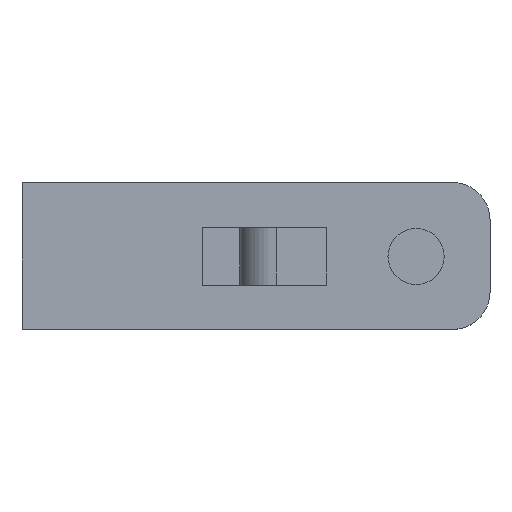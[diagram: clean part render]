
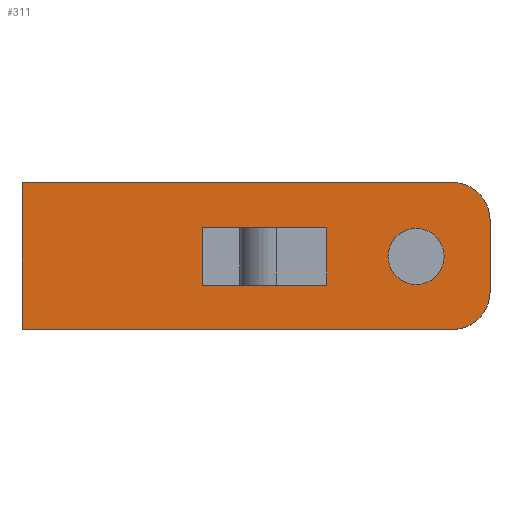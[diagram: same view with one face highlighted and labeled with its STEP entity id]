
A CAD part, top view. The second image highlights one B-rep face of the part: STEP entity #311.
In plain terms, the highlighted planar face has unit normal (0, 0, 1).
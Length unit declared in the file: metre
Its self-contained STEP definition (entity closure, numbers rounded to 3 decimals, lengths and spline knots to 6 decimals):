
#23=CIRCLE('',#339,0.00508);
#25=CIRCLE('',#343,0.00508);
#27=CIRCLE('',#347,0.00381);
#65=ORIENTED_EDGE('',*,*,#133,.T.);
#66=ORIENTED_EDGE('',*,*,#134,.T.);
#67=ORIENTED_EDGE('',*,*,#135,.F.);
#68=ORIENTED_EDGE('',*,*,#136,.F.);
#69=ORIENTED_EDGE('',*,*,#137,.F.);
#70=ORIENTED_EDGE('',*,*,#116,.F.);
#71=ORIENTED_EDGE('',*,*,#120,.F.);
#72=ORIENTED_EDGE('',*,*,#122,.T.);
#73=ORIENTED_EDGE('',*,*,#125,.T.);
#74=ORIENTED_EDGE('',*,*,#128,.T.);
#75=ORIENTED_EDGE('',*,*,#131,.T.);
#116=EDGE_CURVE('',#155,#157,#184,.T.);
#120=EDGE_CURVE('',#159,#155,#188,.T.);
#122=EDGE_CURVE('',#159,#161,#190,.T.);
#125=EDGE_CURVE('',#161,#163,#23,.T.);
#128=EDGE_CURVE('',#163,#165,#194,.T.);
#131=EDGE_CURVE('',#165,#157,#25,.T.);
#133=EDGE_CURVE('',#167,#168,#197,.T.);
#134=EDGE_CURVE('',#168,#169,#198,.T.);
#135=EDGE_CURVE('',#170,#169,#199,.T.);
#136=EDGE_CURVE('',#167,#170,#200,.T.);
#137=EDGE_CURVE('',#171,#171,#27,.T.);
#155=VERTEX_POINT('',#445);
#157=VERTEX_POINT('',#448);
#159=VERTEX_POINT('',#454);
#161=VERTEX_POINT('',#460);
#163=VERTEX_POINT('',#466);
#165=VERTEX_POINT('',#472);
#167=VERTEX_POINT('',#482);
#168=VERTEX_POINT('',#483);
#169=VERTEX_POINT('',#485);
#170=VERTEX_POINT('',#487);
#171=VERTEX_POINT('',#490);
#184=LINE('',#447,#214);
#188=LINE('',#456,#218);
#190=LINE('',#459,#220);
#194=LINE('',#471,#224);
#197=LINE('',#481,#227);
#198=LINE('',#484,#228);
#199=LINE('',#486,#229);
#200=LINE('',#488,#230);
#214=VECTOR('',#365,1.);
#218=VECTOR('',#371,1.);
#220=VECTOR('',#375,1.);
#224=VECTOR('',#387,1.);
#227=VECTOR('',#400,1.);
#228=VECTOR('',#401,1.);
#229=VECTOR('',#402,1.);
#230=VECTOR('',#403,1.);
#250=EDGE_LOOP('',(#65,#66,#67,#68));
#251=EDGE_LOOP('',(#69));
#252=EDGE_LOOP('',(#70,#71,#72,#73,#74,#75));
#274=FACE_BOUND('',#250,.T.);
#275=FACE_BOUND('',#251,.T.);
#276=FACE_BOUND('',#252,.T.);
#296=PLANE('',#346);
#311=ADVANCED_FACE('',(#274,#275,#276),#296,.T.);
#339=AXIS2_PLACEMENT_3D('',#465,#380,#381);
#343=AXIS2_PLACEMENT_3D('',#477,#392,#393);
#346=AXIS2_PLACEMENT_3D('',#480,#398,#399);
#347=AXIS2_PLACEMENT_3D('',#489,#404,#405);
#365=DIRECTION('',(1.,0.,0.));
#371=DIRECTION('',(0.,1.,0.));
#375=DIRECTION('',(1.,0.,0.));
#380=DIRECTION('',(0.,0.,1.));
#381=DIRECTION('',(1.,0.,0.));
#387=DIRECTION('',(0.,1.,0.));
#392=DIRECTION('',(0.,0.,1.));
#393=DIRECTION('',(1.,0.,0.));
#398=DIRECTION('',(0.,0.,1.));
#399=DIRECTION('',(1.,0.,0.));
#400=DIRECTION('',(1.,0.,0.));
#401=DIRECTION('',(0.,-1.,0.));
#402=DIRECTION('',(1.,0.,0.));
#403=DIRECTION('',(0.,-1.,0.));
#404=DIRECTION('',(0.,0.,1.));
#405=DIRECTION('',(1.,0.,0.));
#445=CARTESIAN_POINT('',(-0.032458,0.010048,0.004));
#447=CARTESIAN_POINT('',(-0.003248,0.010048,0.004));
#448=CARTESIAN_POINT('',(0.025962,0.010048,0.004));
#454=CARTESIAN_POINT('',(-0.032458,-0.009893,0.004));
#456=CARTESIAN_POINT('',(-0.032458,0.000077,0.004));
#459=CARTESIAN_POINT('',(-0.003248,-0.009893,0.004));
#460=CARTESIAN_POINT('',(0.025962,-0.009893,0.004));
#465=CARTESIAN_POINT('',(0.025962,-0.004813,0.004));
#466=CARTESIAN_POINT('',(0.031042,-0.004813,0.004));
#471=CARTESIAN_POINT('',(0.031042,0.000077,0.004));
#472=CARTESIAN_POINT('',(0.031042,0.004968,0.004));
#477=CARTESIAN_POINT('',(0.025962,0.004968,0.004));
#480=CARTESIAN_POINT('',(-0.031,-0.01,0.004));
#481=CARTESIAN_POINT('',(0.000481,0.0039,0.004));
#482=CARTESIAN_POINT('',(-0.007918,0.0039,0.004));
#483=CARTESIAN_POINT('',(0.00888,0.0039,0.004));
#484=CARTESIAN_POINT('',(0.00888,0.003902,0.004));
#485=CARTESIAN_POINT('',(0.00888,-0.0039,0.004));
#486=CARTESIAN_POINT('',(0.000481,-0.0039,0.004));
#487=CARTESIAN_POINT('',(-0.007918,-0.0039,0.004));
#488=CARTESIAN_POINT('',(-0.007918,0.003902,0.004));
#489=CARTESIAN_POINT('',(0.021012,0.000008,0.004));
#490=CARTESIAN_POINT('',(0.024822,0.000008,0.004));
